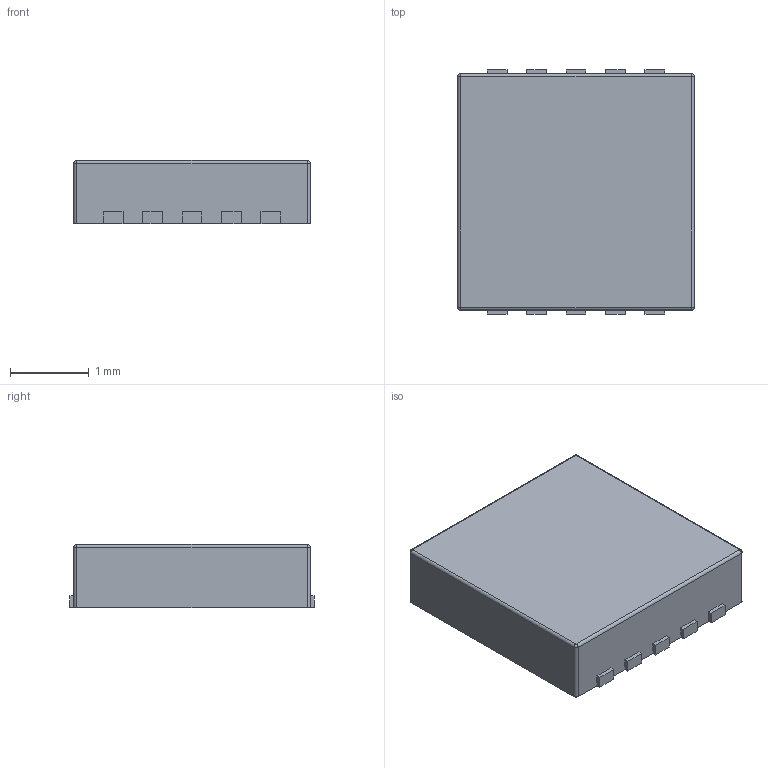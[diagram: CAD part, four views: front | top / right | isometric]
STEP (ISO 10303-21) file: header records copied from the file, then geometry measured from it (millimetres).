
FILE_DESCRIPTION (( 'STEP AP203' ), '1' );
FILE_NAME ( 'DFN-3x3-10L-LQ.STEP', '2023-09-27T16:47:35', ( '' ), ( '' ), '', '©2017-2022 PCBL', '' );
FILE_SCHEMA (( 'AUTOMOTIVE_DESIGN' ));
Length unit declared in the file: millimetre
Products named in the file (1): DFN-3x3-10L-LQ
Bounding box: 3 x 3.1 x 0.8 mm (x, y, z)
Volume: 7.3 mm3; surface area: 30.4 mm2
Topology: 11 solids, 11 shells, 108 faces, 250 edges, 160 vertices
Faces by surface type: plane 76, cylinder 28, sphere 4
Entity records: 3106 total; most frequent: DIRECTION 520, CARTESIAN_POINT 515, ORIENTED_EDGE 492, EDGE_CURVE 246, VECTOR 190, LINE 190, AXIS2_PLACEMENT_3D 165, VERTEX_POINT 160
